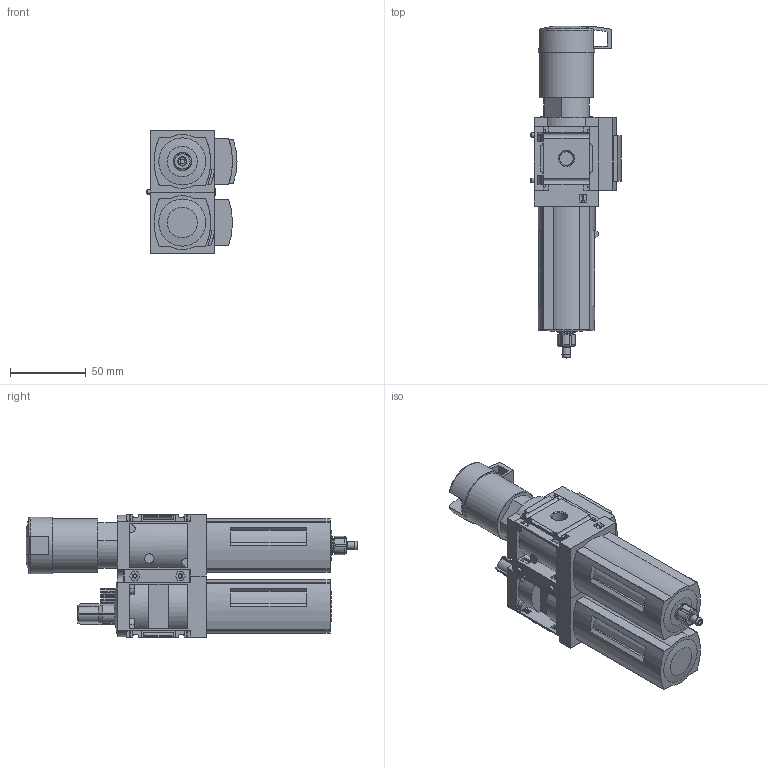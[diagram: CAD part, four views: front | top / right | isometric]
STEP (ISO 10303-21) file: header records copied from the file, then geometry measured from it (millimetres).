
FILE_DESCRIPTION(/* description */ ('STEP AP214'),/* implementation_level */ '2;1');
FILE_NAME(/* name */ '533963_MSB4N-1_8-FRC1_J5M1',/* time_stamp */ '2024-09-11T18:23:09+02:00',/* author */ ('License CC BY-ND 4.0'),/* organization */ ('CADENAS'),/* preprocessor_version */ 'ST-DEVELOPER v19.3',/* originating_system */ 'PARTsolutions',/* authorisation */ ' ');
FILE_SCHEMA (('AUTOMOTIVE_DESIGN {1 0 10303 214 3 1 1}'));
Length unit declared in the file: millimetre
Products named in the file (6): 533963 MSB4N-1/8-FRC1:J5M1; 527694 MS4N-LFR-1/8-D6-E-R-M-AS-1D; 526489 MS4-LFR-M; 527702 MS4N-LOE-1/8-R-1D; 8092760 MS4-MV-B---(42.7_high_m); 8116179 MS4-MV-B---(0_high_m)
Assembly tree (5 placements, depth 2):
  533963 MSB4N-1/8-FRC1:J5M1
    527694 MS4N-LFR-1/8-D6-E-R-M-AS-1D
    526489 MS4-LFR-M
    527702 MS4N-LOE-1/8-R-1D
    8092760 MS4-MV-B---(42.7_high_m)
    8116179 MS4-MV-B---(0_high_m)
Bounding box: 59.3 x 218.5 x 80.4 mm (x, y, z)
Volume: 447876 mm3; surface area: 71024.2 mm2
Topology: 5 solids, 5 shells, 798 faces, 2219 edges, 1463 vertices
Faces by surface type: plane 536, cylinder 204, cone 39, torus 17, sphere 2
Full cylindrical faces by diameter (mm): 2.459 x2, 2.55 x2, 3 x3, 3.2 x1, 3.5 x2, 5 x1, 5.6 x2, 6.1 x3, 12 x2, 35.2 x1, 37.2 x1
Entity records: 30745 total; most frequent: CARTESIAN_POINT 4916, ORIENTED_EDGE 4324, DIRECTION 4114, EDGE_CURVE 2162, LINE 1518, VECTOR 1518, VERTEX_POINT 1454, AXIS2_PLACEMENT_3D 1298
